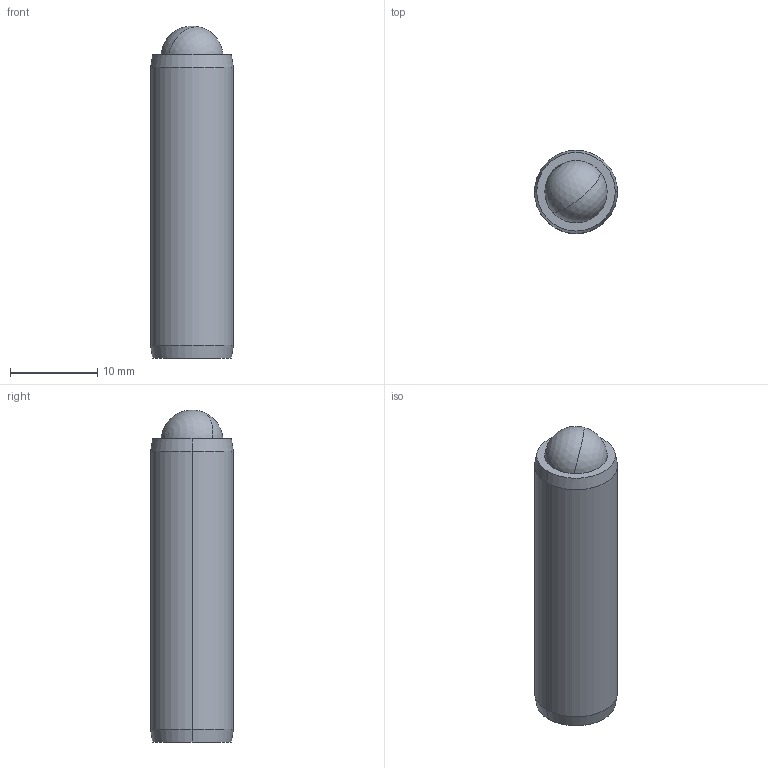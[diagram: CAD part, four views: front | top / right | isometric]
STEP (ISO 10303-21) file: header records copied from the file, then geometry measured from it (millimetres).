
FILE_DESCRIPTION (( 'STEP AP214' ), '1' );
FILE_NAME ('TTN200017-E0W.STEP', '2019-11-12T16:01:36', ( '' ), ( '' ), 'SwSTEP 2.0', 'SolidWorks 2018', '' );
FILE_SCHEMA (( 'AUTOMOTIVE_DESIGN' ));
Length unit declared in the file: inch
Products named in the file (1): TTN200017-E0W
Bounding box: 9.53 x 9.53 x 38.09 mm (x, y, z)
Volume: 2440.8 mm3; surface area: 1464.8 mm2
Topology: 2 solids, 2 shells, 27 faces, 61 edges, 36 vertices
Faces by surface type: plane 15, cone 6, cylinder 4, sphere 2
Entity records: 1092 total; most frequent: DIRECTION 124, CARTESIAN_POINT 115, ORIENTED_EDGE 108, EDGE_CURVE 54, AXIS2_PLACEMENT_3D 42, LINE 40, VECTOR 40, VERTEX_POINT 33
